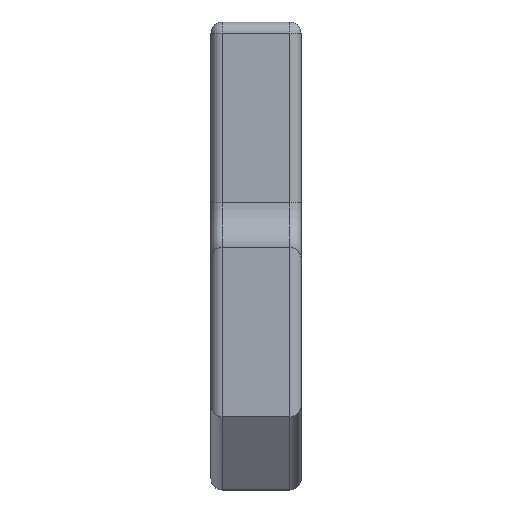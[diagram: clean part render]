
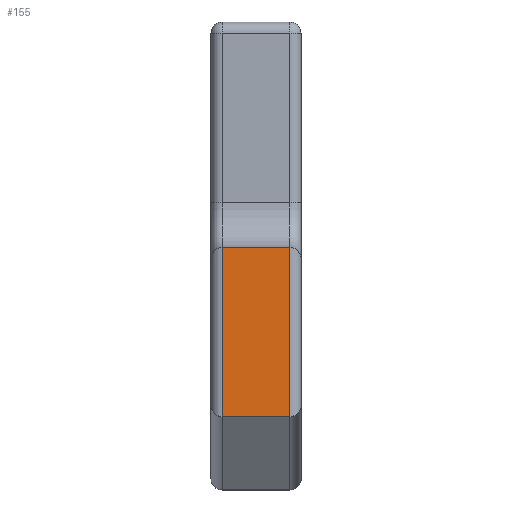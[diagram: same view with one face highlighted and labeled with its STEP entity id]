
A CAD part, left-side view. The second image highlights one B-rep face of the part: STEP entity #155.
In plain terms, the highlighted planar face has unit normal (-1, 0, 0).
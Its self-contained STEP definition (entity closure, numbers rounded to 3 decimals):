
#47 = LINE ( 'NONE', #2379, #2050 ) ;
#57 = CARTESIAN_POINT ( 'NONE',  ( -35., 3., -7.5 ) ) ;
#101 = DIRECTION ( 'NONE',  ( 0., 1., 0. ) ) ;
#155 = ADVANCED_FACE ( 'NONE', ( #2325 ), #2550, .F. ) ;
#200 = VERTEX_POINT ( 'NONE', #57 ) ;
#234 = ORIENTED_EDGE ( 'NONE', *, *, #2005, .T. ) ;
#308 = ORIENTED_EDGE ( 'NONE', *, *, #2418, .T. ) ;
#450 = DIRECTION ( 'NONE',  ( 0., 0., -1. ) ) ;
#476 = VECTOR ( 'NONE', #450, 1000. ) ;
#489 = VERTEX_POINT ( 'NONE', #1514 ) ;
#513 = AXIS2_PLACEMENT_3D ( 'NONE', #659, #2145, #1089 ) ;
#605 = DIRECTION ( 'NONE',  ( 0., 1., 0. ) ) ;
#648 = VECTOR ( 'NONE', #605, 1000. ) ;
#659 = CARTESIAN_POINT ( 'NONE',  ( -35., 4., 14. ) ) ;
#891 = EDGE_CURVE ( 'NONE', #489, #200, #1350, .T. ) ;
#985 = VECTOR ( 'NONE', #1711, 1000. ) ;
#1089 = DIRECTION ( 'NONE',  ( 0., 0., -1. ) ) ;
#1157 = EDGE_CURVE ( 'NONE', #2088, #200, #2265, .T. ) ;
#1341 = CARTESIAN_POINT ( 'NONE',  ( -35., -3., -7.5 ) ) ;
#1350 = LINE ( 'NONE', #1506, #476 ) ;
#1506 = CARTESIAN_POINT ( 'NONE',  ( -35., 3., -7.5 ) ) ;
#1514 = CARTESIAN_POINT ( 'NONE',  ( -35., 3., 7.5 ) ) ;
#1694 = VERTEX_POINT ( 'NONE', #2392 ) ;
#1711 = DIRECTION ( 'NONE',  ( 0., 0., 1. ) ) ;
#1945 = EDGE_LOOP ( 'NONE', ( #2575, #234, #308, #2135 ) ) ;
#2005 = EDGE_CURVE ( 'NONE', #2088, #1694, #2329, .T. ) ;
#2050 = VECTOR ( 'NONE', #101, 1000. ) ;
#2088 = VERTEX_POINT ( 'NONE', #1341 ) ;
#2107 = CARTESIAN_POINT ( 'NONE',  ( -35., -3., 14. ) ) ;
#2135 = ORIENTED_EDGE ( 'NONE', *, *, #891, .T. ) ;
#2145 = DIRECTION ( 'NONE',  ( 1., 0., 0. ) ) ;
#2265 = LINE ( 'NONE', #2711, #648 ) ;
#2325 = FACE_OUTER_BOUND ( 'NONE', #1945, .T. ) ;
#2329 = LINE ( 'NONE', #2107, #985 ) ;
#2379 = CARTESIAN_POINT ( 'NONE',  ( -35., -4., 7.5 ) ) ;
#2392 = CARTESIAN_POINT ( 'NONE',  ( -35., -3., 7.5 ) ) ;
#2418 = EDGE_CURVE ( 'NONE', #1694, #489, #47, .T. ) ;
#2550 = PLANE ( 'NONE',  #513 ) ;
#2575 = ORIENTED_EDGE ( 'NONE', *, *, #1157, .F. ) ;
#2711 = CARTESIAN_POINT ( 'NONE',  ( -35., -4., -7.5 ) ) ;
